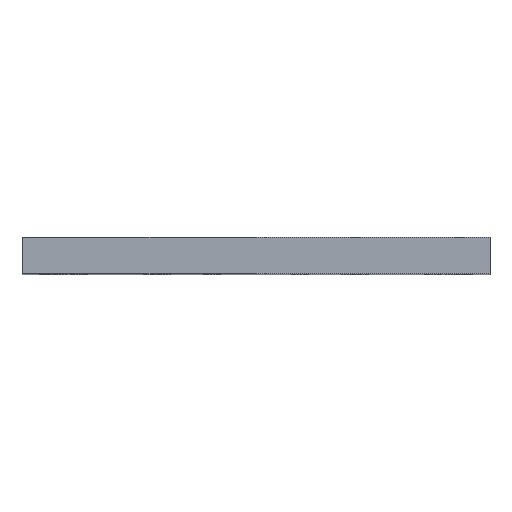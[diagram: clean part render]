
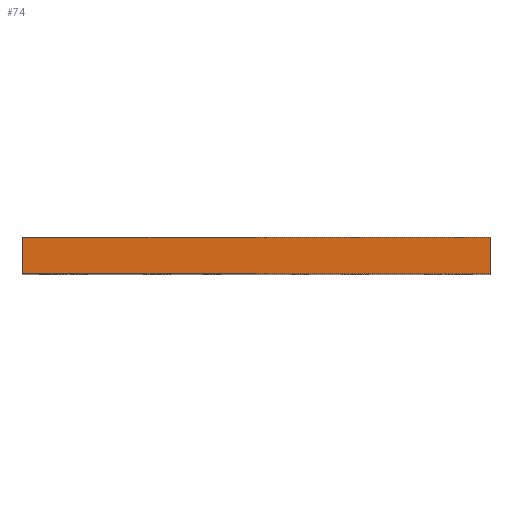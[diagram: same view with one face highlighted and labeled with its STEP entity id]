
A CAD part, top view. The second image highlights one B-rep face of the part: STEP entity #74.
In plain terms, the highlighted planar face has unit normal (0, 0, 1).
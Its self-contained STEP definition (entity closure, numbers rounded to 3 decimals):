
#74 = ADVANCED_FACE ( 'NONE', ( #1669 ), #1151, .F. ) ;
#175 = CARTESIAN_POINT ( 'NONE',  ( 45., 0., 50. ) ) ;
#306 = LINE ( 'NONE', #1198, #2926 ) ;
#317 = EDGE_CURVE ( 'NONE', #2121, #1283, #1355, .T. ) ;
#508 = VERTEX_POINT ( 'NONE', #2828 ) ;
#693 = VECTOR ( 'NONE', #1240, 1000. ) ;
#788 = CARTESIAN_POINT ( 'NONE',  ( -45., 0., 50. ) ) ;
#814 = ORIENTED_EDGE ( 'NONE', *, *, #1149, .T. ) ;
#866 = CARTESIAN_POINT ( 'NONE',  ( 45., 7., 50. ) ) ;
#1062 = LINE ( 'NONE', #1080, #1185 ) ;
#1080 = CARTESIAN_POINT ( 'NONE',  ( 45., 7., 50. ) ) ;
#1149 = EDGE_CURVE ( 'NONE', #2121, #3013, #306, .T. ) ;
#1151 = PLANE ( 'NONE',  #3559 ) ;
#1185 = VECTOR ( 'NONE', #2177, 1000. ) ;
#1198 = CARTESIAN_POINT ( 'NONE',  ( -45., 7., 50. ) ) ;
#1240 = DIRECTION ( 'NONE',  ( 1., 0., 0. ) ) ;
#1283 = VERTEX_POINT ( 'NONE', #2649 ) ;
#1355 = LINE ( 'NONE', #866, #2594 ) ;
#1462 = DIRECTION ( 'NONE',  ( 0., -1., 0. ) ) ;
#1669 = FACE_OUTER_BOUND ( 'NONE', #3124, .T. ) ;
#1699 = DIRECTION ( 'NONE',  ( -1., 0., 0. ) ) ;
#1852 = EDGE_CURVE ( 'NONE', #1283, #508, #1062, .T. ) ;
#1934 = DIRECTION ( 'NONE',  ( 1., 0., 0. ) ) ;
#2006 = CARTESIAN_POINT ( 'NONE',  ( -45., 7., 50. ) ) ;
#2080 = ORIENTED_EDGE ( 'NONE', *, *, #2859, .T. ) ;
#2121 = VERTEX_POINT ( 'NONE', #2006 ) ;
#2177 = DIRECTION ( 'NONE',  ( 0., -1., 0. ) ) ;
#2411 = ORIENTED_EDGE ( 'NONE', *, *, #317, .F. ) ;
#2594 = VECTOR ( 'NONE', #1934, 1000. ) ;
#2649 = CARTESIAN_POINT ( 'NONE',  ( 45., 7., 50. ) ) ;
#2673 = ORIENTED_EDGE ( 'NONE', *, *, #1852, .F. ) ;
#2773 = CARTESIAN_POINT ( 'NONE',  ( 45., 7., 50. ) ) ;
#2828 = CARTESIAN_POINT ( 'NONE',  ( 45., 0., 50. ) ) ;
#2859 = EDGE_CURVE ( 'NONE', #3013, #508, #3273, .T. ) ;
#2926 = VECTOR ( 'NONE', #1462, 1000. ) ;
#3013 = VERTEX_POINT ( 'NONE', #788 ) ;
#3124 = EDGE_LOOP ( 'NONE', ( #2080, #2673, #2411, #814 ) ) ;
#3273 = LINE ( 'NONE', #175, #693 ) ;
#3395 = DIRECTION ( 'NONE',  ( 0., 0., -1. ) ) ;
#3559 = AXIS2_PLACEMENT_3D ( 'NONE', #2773, #3395, #1699 ) ;
